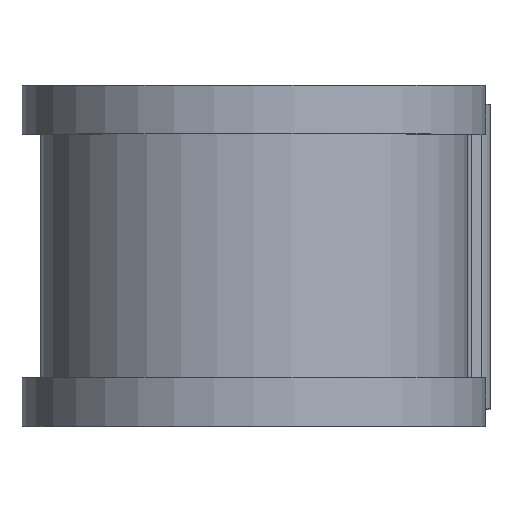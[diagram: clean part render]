
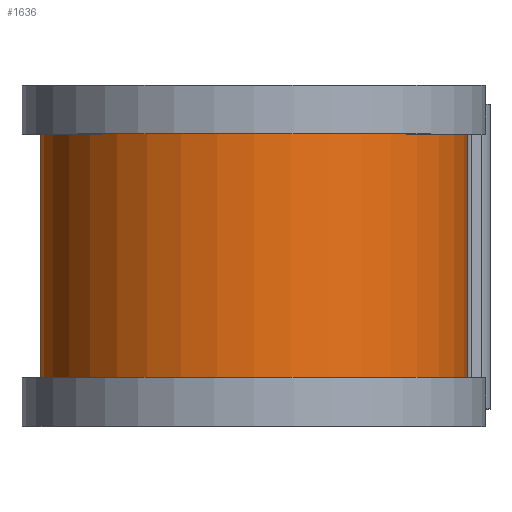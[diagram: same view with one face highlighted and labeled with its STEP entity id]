
A CAD part, top view. The second image highlights one B-rep face of the part: STEP entity #1636.
In plain terms, the highlighted cylindrical face has radius 17.818 mm (diameter 35.636 mm), a partial arc.
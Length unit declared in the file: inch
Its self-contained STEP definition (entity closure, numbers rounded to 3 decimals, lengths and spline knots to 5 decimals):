
#13 = EDGE_LOOP ( 'NONE', ( #1442, #84, #729, #381 ) ) ;
#65 = CARTESIAN_POINT ( 'NONE',  ( 0., -0.4, -0.7015 ) ) ;
#82 = CYLINDRICAL_SURFACE ( 'NONE', #1271, 0.7015 ) ;
#84 = ORIENTED_EDGE ( 'NONE', *, *, #752, .T. ) ;
#181 = EDGE_CURVE ( 'NONE', #577, #1569, #1490, .T. ) ;
#243 = VECTOR ( 'NONE', #1630, 39.37008 ) ;
#381 = ORIENTED_EDGE ( 'NONE', *, *, #1166, .F. ) ;
#385 = DIRECTION ( 'NONE',  ( 0., -1., 0. ) ) ;
#466 = CARTESIAN_POINT ( 'NONE',  ( 0., 0.4, -0.7015 ) ) ;
#508 = DIRECTION ( 'NONE',  ( 0., 0., -1. ) ) ;
#516 = CARTESIAN_POINT ( 'NONE',  ( 0., 0.4, 0. ) ) ;
#577 = VERTEX_POINT ( 'NONE', #1346 ) ;
#585 = CARTESIAN_POINT ( 'NONE',  ( 0.7015, 0.5, 0. ) ) ;
#680 = DIRECTION ( 'NONE',  ( 0., -1., 0. ) ) ;
#729 = ORIENTED_EDGE ( 'NONE', *, *, #939, .T. ) ;
#752 = EDGE_CURVE ( 'NONE', #577, #1644, #1053, .T. ) ;
#916 = DIRECTION ( 'NONE',  ( 0., -1., 0. ) ) ;
#922 = DIRECTION ( 'NONE',  ( 0., 0., -1. ) ) ;
#933 = CARTESIAN_POINT ( 'NONE',  ( 0., 0.5, -0.7015 ) ) ;
#939 = EDGE_CURVE ( 'NONE', #1644, #1668, #992, .T. ) ;
#992 = LINE ( 'NONE', #933, #243 ) ;
#1053 = CIRCLE ( 'NONE', #1260, 0.7015 ) ;
#1069 = AXIS2_PLACEMENT_3D ( 'NONE', #1403, #1408, #1454 ) ;
#1166 = EDGE_CURVE ( 'NONE', #1569, #1668, #1230, .T. ) ;
#1201 = FACE_OUTER_BOUND ( 'NONE', #13, .T. ) ;
#1210 = VECTOR ( 'NONE', #385, 39.37008 ) ;
#1230 = CIRCLE ( 'NONE', #1069, 0.7015 ) ;
#1256 = CARTESIAN_POINT ( 'NONE',  ( 0.7015, -0.4, 0. ) ) ;
#1260 = AXIS2_PLACEMENT_3D ( 'NONE', #516, #680, #508 ) ;
#1271 = AXIS2_PLACEMENT_3D ( 'NONE', #1657, #916, #922 ) ;
#1346 = CARTESIAN_POINT ( 'NONE',  ( 0.7015, 0.4, 0. ) ) ;
#1403 = CARTESIAN_POINT ( 'NONE',  ( 0., -0.4, 0. ) ) ;
#1408 = DIRECTION ( 'NONE',  ( 0., -1., 0. ) ) ;
#1442 = ORIENTED_EDGE ( 'NONE', *, *, #181, .F. ) ;
#1454 = DIRECTION ( 'NONE',  ( 0., 0., -1. ) ) ;
#1490 = LINE ( 'NONE', #585, #1210 ) ;
#1569 = VERTEX_POINT ( 'NONE', #1256 ) ;
#1630 = DIRECTION ( 'NONE',  ( 0., -1., 0. ) ) ;
#1636 = ADVANCED_FACE ( 'NONE', ( #1201 ), #82, .T. ) ;
#1644 = VERTEX_POINT ( 'NONE', #466 ) ;
#1657 = CARTESIAN_POINT ( 'NONE',  ( 0., 0.5, 0. ) ) ;
#1668 = VERTEX_POINT ( 'NONE', #65 ) ;
